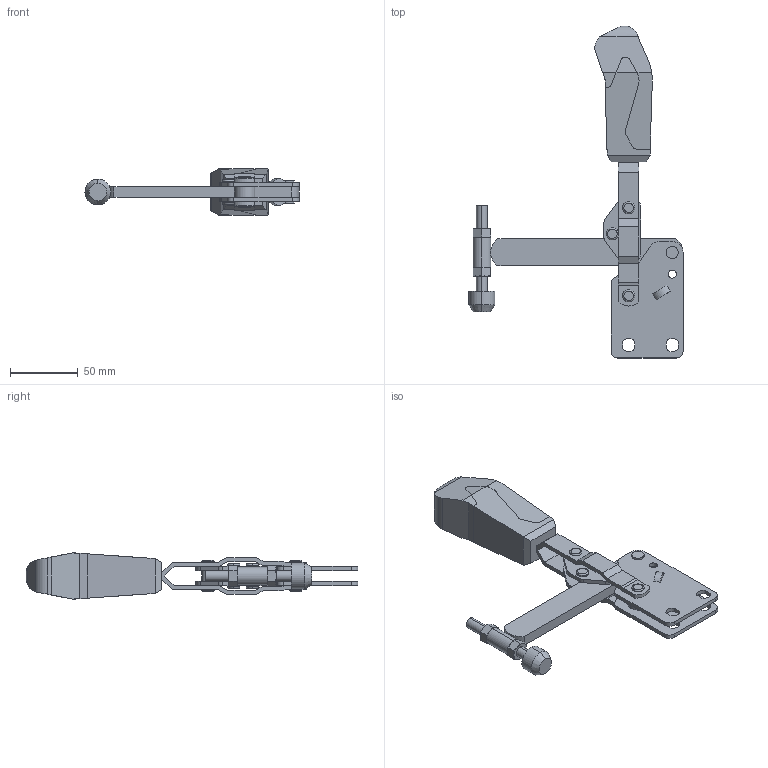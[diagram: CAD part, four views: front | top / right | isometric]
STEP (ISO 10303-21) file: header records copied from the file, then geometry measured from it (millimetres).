
FILE_DESCRIPTION(('STEP AP214'),'1');
FILE_NAME('HALDERN_EH_23330_0215.stp','2020-02-17T07:50:20',('TraceParts'),('TraceParts S.A.'),'Spatial InterOp 3D',' ',' ');
FILE_SCHEMA(('AUTOMOTIVE_DESIGN { 1 0 10303 214 1 1 1 1 }'));
Length unit declared in the file: millimetre
Products named in the file (1): HALDERN_EH_23330_0215_1
Bounding box: 157.5 x 244.2 x 34.1 mm (x, y, z)
Volume: 168425.1 mm3; surface area: 59097.6 mm2
Topology: 7 solids, 8 shells, 339 faces, 834 edges, 534 vertices
Faces by surface type: plane 148, cylinder 127, cone 48, torus 16
Entity records: 13173 total; most frequent: CARTESIAN_POINT 2262, DIRECTION 1718, ORIENTED_EDGE 1668, EDGE_CURVE 834, AXIS2_PLACEMENT_3D 634, VERTEX_POINT 534, LINE 450, VECTOR 450
